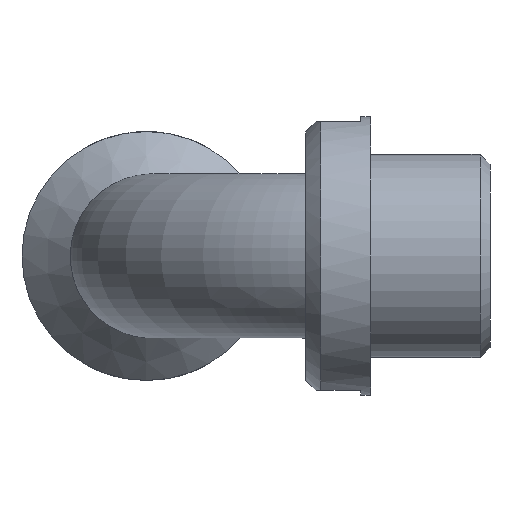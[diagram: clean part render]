
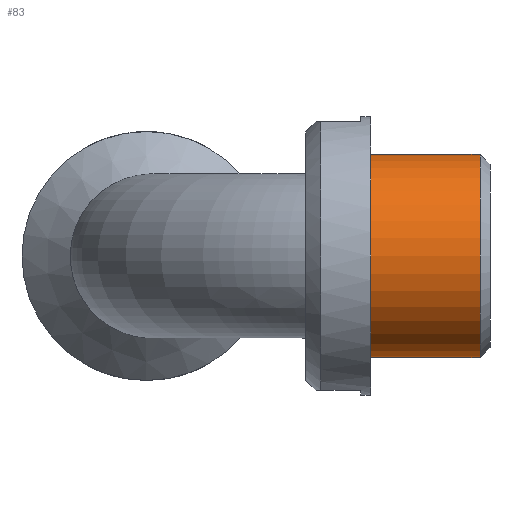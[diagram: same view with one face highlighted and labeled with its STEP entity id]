
A CAD part, left-side view. The second image highlights one B-rep face of the part: STEP entity #83.
In plain terms, the highlighted cylindrical face has radius 10.2 mm (diameter 20.4 mm), a full revolution.
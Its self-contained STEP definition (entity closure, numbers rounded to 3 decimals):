
#83 = ADVANCED_FACE( '', ( #140, #141 ), #142, .T. );
#140 = FACE_OUTER_BOUND( '', #247, .T. );
#141 = FACE_OUTER_BOUND( '', #248, .T. );
#142 = CYLINDRICAL_SURFACE( '', #249, 10.2 );
#247 = EDGE_LOOP( '', ( #404 ) );
#248 = EDGE_LOOP( '', ( #405 ) );
#249 = AXIS2_PLACEMENT_3D( '', #406, #407, #408 );
#404 = ORIENTED_EDGE( '', *, *, #662, .T. );
#405 = ORIENTED_EDGE( '', *, *, #663, .T. );
#406 = CARTESIAN_POINT( '', ( 3., 3.5, 0. ) );
#407 = DIRECTION( '', ( 0., -1., 0. ) );
#408 = DIRECTION( '', ( 0., 0., 1. ) );
#662 = EDGE_CURVE( '', #779, #779, #780, .F. );
#663 = EDGE_CURVE( '', #781, #781, #782, .T. );
#779 = VERTEX_POINT( '', #1118 );
#780 = CIRCLE( '', #1119, 10.2 );
#781 = VERTEX_POINT( '', #1120 );
#782 = CIRCLE( '', #1121, 10.2 );
#1118 = CARTESIAN_POINT( '', ( 3., 3.5, 10.2 ) );
#1119 = AXIS2_PLACEMENT_3D( '', #1352, #1353, #1354 );
#1120 = CARTESIAN_POINT( '', ( 3., -7.5, 10.2 ) );
#1121 = AXIS2_PLACEMENT_3D( '', #1355, #1356, #1357 );
#1352 = CARTESIAN_POINT( '', ( 3., 3.5, 0. ) );
#1353 = DIRECTION( '', ( 0., 1., 0. ) );
#1354 = DIRECTION( '', ( 0., 0., 1. ) );
#1355 = CARTESIAN_POINT( '', ( 3., -7.5, 0. ) );
#1356 = DIRECTION( '', ( 0., 1., 0. ) );
#1357 = DIRECTION( '', ( 0., 0., 1. ) );
